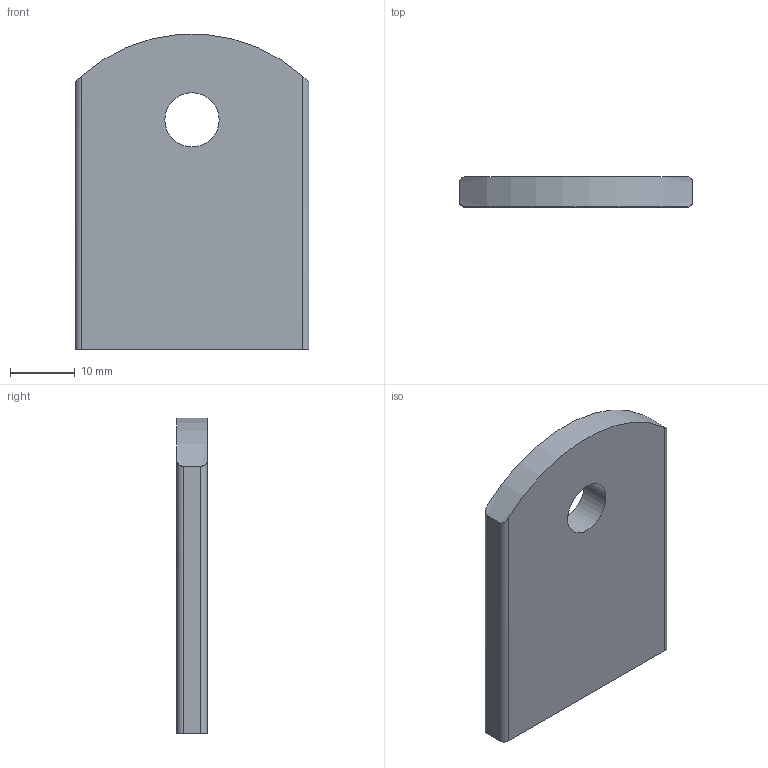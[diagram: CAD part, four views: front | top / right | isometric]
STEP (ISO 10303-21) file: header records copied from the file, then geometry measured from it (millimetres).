
FILE_DESCRIPTION (( 'STEP AP214' ), '1' );
FILE_NAME ('2040-071.STEP', '2024-09-13T07:14:11', ( '' ), ( '' ), 'SwSTEP 2.0', 'SolidWorks 2022', '' );
FILE_SCHEMA (( 'AUTOMOTIVE_DESIGN' ));
Length unit declared in the file: millimetre
Products named in the file (1): 2040-071
Bounding box: 36.2 x 4.7 x 48.76 mm (x, y, z)
Volume: 6045.8 mm3; surface area: 6192 mm2
Topology: 1 solids, 1 shells, 117 faces, 309 edges, 206 vertices
Faces by surface type: plane 84, bspline 26, cylinder 7
Entity records: 5319 total; most frequent: CARTESIAN_POINT 2551, ORIENTED_EDGE 618, DIRECTION 447, EDGE_CURVE 309, VECTOR 243, LINE 243, VERTEX_POINT 206, EDGE_LOOP 131
